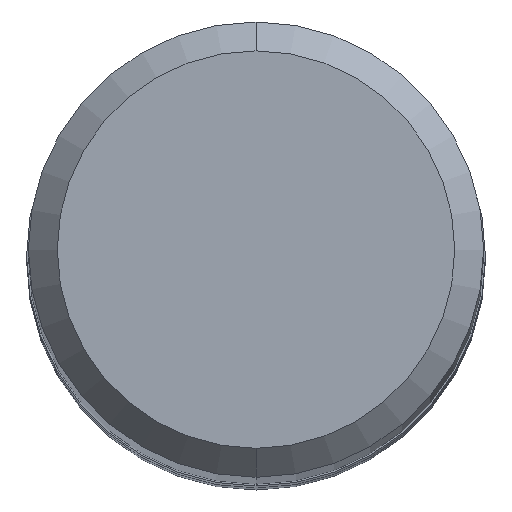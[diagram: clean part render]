
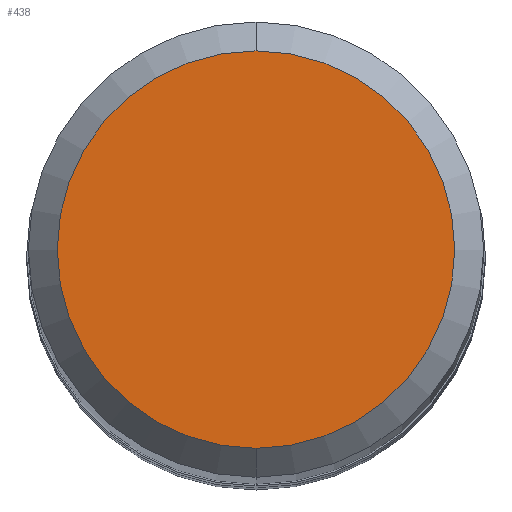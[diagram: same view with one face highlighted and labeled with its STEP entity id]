
A CAD part, top view. The second image highlights one B-rep face of the part: STEP entity #438.
In plain terms, the highlighted planar face has unit normal (0, 0, 1).
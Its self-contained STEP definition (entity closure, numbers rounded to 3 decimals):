
#238=EDGE_CURVE('',#388,#330,#545,.T.);
#330=VERTEX_POINT('',#647);
#370=EDGE_CURVE('',#330,#388,#690,.T.);
#388=VERTEX_POINT('',#710);
#438=ADVANCED_FACE('',(#767),#768,.T.);
#545=CIRCLE('',#937,2.75);
#647=CARTESIAN_POINT('',(0.,-2.75,0.0));
#690=CIRCLE('',#1294,2.75);
#710=CARTESIAN_POINT('',(0.0,2.75,0.0));
#767=FACE_OUTER_BOUND('',#1396,.T.);
#768=PLANE('',#1397);
#937=AXIS2_PLACEMENT_3D('',#1488,#1489,#1490);
#1294=AXIS2_PLACEMENT_3D('',#1653,#1654,#1655);
#1396=EDGE_LOOP('',(#1755,#1756));
#1397=AXIS2_PLACEMENT_3D('',#1757,#1758,#1759);
#1488=CARTESIAN_POINT('',(0.0,0.0,0.0));
#1489=DIRECTION('',(0.0,0.0,-1.0));
#1490=DIRECTION('',(0.0,1.0,0.0));
#1653=CARTESIAN_POINT('',(0.0,0.0,0.0));
#1654=DIRECTION('',(0.0,0.0,-1.0));
#1655=DIRECTION('',(0.0,1.0,0.0));
#1755=ORIENTED_EDGE('',*,*,#238,.F.);
#1756=ORIENTED_EDGE('',*,*,#370,.F.);
#1757=CARTESIAN_POINT('',(0.0,1.375,0.0));
#1758=DIRECTION('',(-0.0,0.0,1.0));
#1759=DIRECTION('',(0.0,-1.0,0.0));
